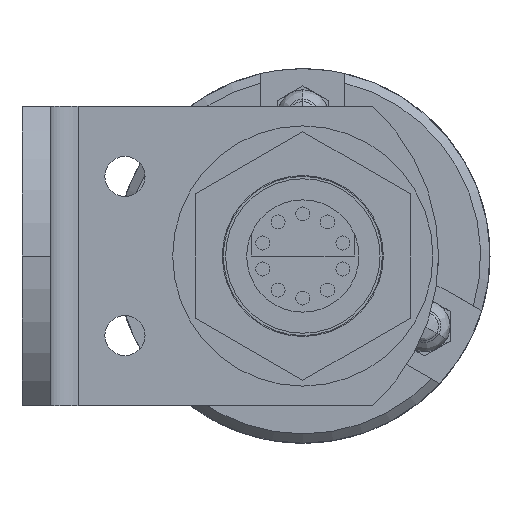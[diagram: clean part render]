
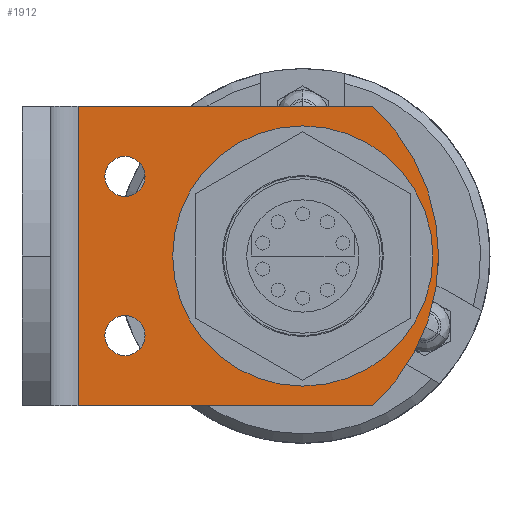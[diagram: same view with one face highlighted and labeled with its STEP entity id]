
A CAD part, front view. The second image highlights one B-rep face of the part: STEP entity #1912.
In plain terms, the highlighted planar face has unit normal (0, -1, 0).
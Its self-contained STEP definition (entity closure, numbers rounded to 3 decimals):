
#60 = ORIENTED_EDGE ( 'NONE', *, *, #2767, .F. ) ;
#82 = CARTESIAN_POINT ( 'NONE',  ( -19., -287.5, -6.35 ) ) ;
#107 = AXIS2_PLACEMENT_3D ( 'NONE', #2895, #9193, #3782 ) ;
#332 = CARTESIAN_POINT ( 'NONE',  ( 14.5, -287.5, 16. ) ) ;
#392 = VECTOR ( 'NONE', #1056, 1000. ) ;
#405 = ORIENTED_EDGE ( 'NONE', *, *, #2561, .F. ) ;
#408 = CARTESIAN_POINT ( 'NONE',  ( -19., -287.5, -8.5 ) ) ;
#766 = FACE_BOUND ( 'NONE', #3946, .T. ) ;
#788 = CIRCLE ( 'NONE', #7572, 2.15 ) ;
#1056 = DIRECTION ( 'NONE',  ( 0., 0., -1. ) ) ;
#1079 = CARTESIAN_POINT ( 'NONE',  ( 14.5, -287.5, 16. ) ) ;
#1153 = VERTEX_POINT ( 'NONE', #2252 ) ;
#1242 = PLANE ( 'NONE',  #6040 ) ;
#1275 = EDGE_LOOP ( 'NONE', ( #7066, #7700, #5340, #5546 ) ) ;
#1288 = EDGE_LOOP ( 'NONE', ( #60, #7143 ) ) ;
#1309 = VERTEX_POINT ( 'NONE', #8547 ) ;
#1320 = DIRECTION ( 'NONE',  ( 0., 0., -1. ) ) ;
#1618 = VECTOR ( 'NONE', #1963, 1000. ) ;
#1912 = ADVANCED_FACE ( 'NONE', ( #766, #8281, #5595, #10117 ), #1242, .T. ) ;
#1949 = DIRECTION ( 'NONE',  ( 0., -1., 0. ) ) ;
#1963 = DIRECTION ( 'NONE',  ( -1., 0., 0. ) ) ;
#2004 = ORIENTED_EDGE ( 'NONE', *, *, #2180, .F. ) ;
#2156 = EDGE_LOOP ( 'NONE', ( #405, #9537 ) ) ;
#2180 = EDGE_CURVE ( 'NONE', #11068, #10819, #11240, .T. ) ;
#2207 = EDGE_CURVE ( 'NONE', #1153, #6694, #10954, .T. ) ;
#2225 = EDGE_CURVE ( 'NONE', #1309, #5707, #8559, .T. ) ;
#2252 = CARTESIAN_POINT ( 'NONE',  ( 7.5, -287.5, 16. ) ) ;
#2265 = DIRECTION ( 'NONE',  ( 0., -1., 0. ) ) ;
#2561 = EDGE_CURVE ( 'NONE', #4836, #10576, #7288, .T. ) ;
#2607 = VERTEX_POINT ( 'NONE', #82 ) ;
#2661 = AXIS2_PLACEMENT_3D ( 'NONE', #7695, #2265, #8592 ) ;
#2767 = EDGE_CURVE ( 'NONE', #2607, #4511, #788, .T. ) ;
#2895 = CARTESIAN_POINT ( 'NONE',  ( -19., -287.5, 8.5 ) ) ;
#3050 = CARTESIAN_POINT ( 'NONE',  ( -19., -287.5, -8.5 ) ) ;
#3276 = CARTESIAN_POINT ( 'NONE',  ( -19., -287.5, 10.65 ) ) ;
#3480 = AXIS2_PLACEMENT_3D ( 'NONE', #7373, #1949, #8276 ) ;
#3518 = CARTESIAN_POINT ( 'NONE',  ( -7.286, -287.5, 0. ) ) ;
#3782 = DIRECTION ( 'NONE',  ( 0., 0., -1. ) ) ;
#3857 = ORIENTED_EDGE ( 'NONE', *, *, #8153, .F. ) ;
#3858 = DIRECTION ( 'NONE',  ( -1., 0., 0. ) ) ;
#3937 = DIRECTION ( 'NONE',  ( 0., 0., -1. ) ) ;
#3946 = EDGE_LOOP ( 'NONE', ( #3857, #2004 ) ) ;
#3979 = DIRECTION ( 'NONE',  ( 0., 0., -1. ) ) ;
#4102 = EDGE_CURVE ( 'NONE', #4511, #2607, #6224, .T. ) ;
#4279 = CIRCLE ( 'NONE', #2661, 8.6 ) ;
#4381 = CIRCLE ( 'NONE', #9147, 21.786 ) ;
#4437 = DIRECTION ( 'NONE',  ( 0., 0., -1. ) ) ;
#4511 = VERTEX_POINT ( 'NONE', #8321 ) ;
#4594 = CARTESIAN_POINT ( 'NONE',  ( 0., -287.5, 0. ) ) ;
#4776 = AXIS2_PLACEMENT_3D ( 'NONE', #4594, #10898, #5499 ) ;
#4836 = VERTEX_POINT ( 'NONE', #7106 ) ;
#5322 = VECTOR ( 'NONE', #3858, 1000. ) ;
#5340 = ORIENTED_EDGE ( 'NONE', *, *, #2207, .T. ) ;
#5499 = DIRECTION ( 'NONE',  ( 0., 0., -1. ) ) ;
#5546 = ORIENTED_EDGE ( 'NONE', *, *, #6608, .T. ) ;
#5595 = FACE_BOUND ( 'NONE', #2156, .T. ) ;
#5642 = CARTESIAN_POINT ( 'NONE',  ( -24., -287.5, -16. ) ) ;
#5707 = VERTEX_POINT ( 'NONE', #5642 ) ;
#6040 = AXIS2_PLACEMENT_3D ( 'NONE', #332, #9399, #3979 ) ;
#6224 = CIRCLE ( 'NONE', #9298, 2.15 ) ;
#6608 = EDGE_CURVE ( 'NONE', #6694, #5707, #7064, .T. ) ;
#6694 = VERTEX_POINT ( 'NONE', #8450 ) ;
#6757 = DIRECTION ( 'NONE',  ( 0., -1., 0. ) ) ;
#7064 = LINE ( 'NONE', #7402, #392 ) ;
#7066 = ORIENTED_EDGE ( 'NONE', *, *, #2225, .F. ) ;
#7106 = CARTESIAN_POINT ( 'NONE',  ( 0., -287.5, 8.6 ) ) ;
#7143 = ORIENTED_EDGE ( 'NONE', *, *, #4102, .F. ) ;
#7288 = CIRCLE ( 'NONE', #4776, 8.6 ) ;
#7373 = CARTESIAN_POINT ( 'NONE',  ( -19., -287.5, 8.5 ) ) ;
#7402 = CARTESIAN_POINT ( 'NONE',  ( -24., -287.5, 16. ) ) ;
#7572 = AXIS2_PLACEMENT_3D ( 'NONE', #408, #6757, #1320 ) ;
#7695 = CARTESIAN_POINT ( 'NONE',  ( 0., -287.5, 0. ) ) ;
#7700 = ORIENTED_EDGE ( 'NONE', *, *, #9539, .T. ) ;
#8153 = EDGE_CURVE ( 'NONE', #10819, #11068, #9509, .T. ) ;
#8276 = DIRECTION ( 'NONE',  ( 0., 0., -1. ) ) ;
#8281 = FACE_BOUND ( 'NONE', #1288, .T. ) ;
#8321 = CARTESIAN_POINT ( 'NONE',  ( -19., -287.5, -10.65 ) ) ;
#8347 = EDGE_CURVE ( 'NONE', #10576, #4836, #4279, .T. ) ;
#8450 = CARTESIAN_POINT ( 'NONE',  ( -24., -287.5, 16. ) ) ;
#8547 = CARTESIAN_POINT ( 'NONE',  ( 7.5, -287.5, -16. ) ) ;
#8559 = LINE ( 'NONE', #9268, #5322 ) ;
#8592 = DIRECTION ( 'NONE',  ( 0., 0., -1. ) ) ;
#9038 = CARTESIAN_POINT ( 'NONE',  ( -19., -287.5, 6.35 ) ) ;
#9147 = AXIS2_PLACEMENT_3D ( 'NONE', #3518, #9844, #4437 ) ;
#9193 = DIRECTION ( 'NONE',  ( 0., -1., 0. ) ) ;
#9205 = CARTESIAN_POINT ( 'NONE',  ( 0., -287.5, -8.6 ) ) ;
#9268 = CARTESIAN_POINT ( 'NONE',  ( 14.5, -287.5, -16. ) ) ;
#9298 = AXIS2_PLACEMENT_3D ( 'NONE', #3050, #9351, #3937 ) ;
#9351 = DIRECTION ( 'NONE',  ( 0., -1., 0. ) ) ;
#9399 = DIRECTION ( 'NONE',  ( 0., -1., 0. ) ) ;
#9509 = CIRCLE ( 'NONE', #3480, 2.15 ) ;
#9537 = ORIENTED_EDGE ( 'NONE', *, *, #8347, .F. ) ;
#9539 = EDGE_CURVE ( 'NONE', #1309, #1153, #4381, .T. ) ;
#9844 = DIRECTION ( 'NONE',  ( 0., -1., 0. ) ) ;
#10117 = FACE_OUTER_BOUND ( 'NONE', #1275, .T. ) ;
#10576 = VERTEX_POINT ( 'NONE', #9205 ) ;
#10819 = VERTEX_POINT ( 'NONE', #3276 ) ;
#10898 = DIRECTION ( 'NONE',  ( 0., -1., 0. ) ) ;
#10954 = LINE ( 'NONE', #1079, #1618 ) ;
#11068 = VERTEX_POINT ( 'NONE', #9038 ) ;
#11240 = CIRCLE ( 'NONE', #107, 2.15 ) ;
